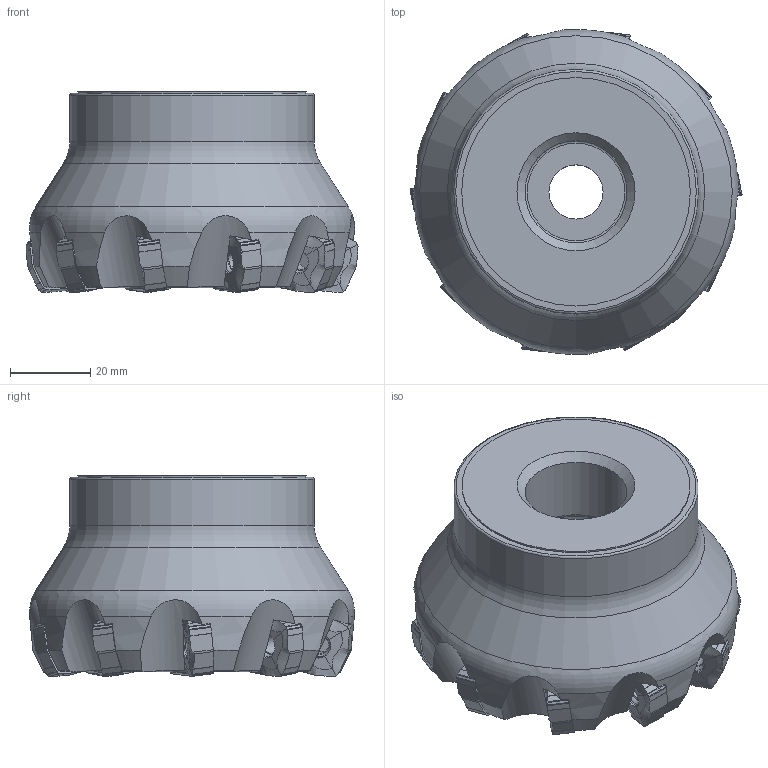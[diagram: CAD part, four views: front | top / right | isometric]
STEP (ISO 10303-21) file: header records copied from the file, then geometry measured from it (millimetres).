
FILE_DESCRIPTION(/* description */ (''),/* implementation_level */ '2;1');
FILE_NAME(/* name */ '1552969187728.stp',/* time_stamp */ '2019-03-19T09:50:15+05:00',/* author */ (''),/* organization */ ('SMS'),/* preprocessor_version */ 'ST-DEVELOPER v15',/* originating_system */ 'SIEMENS PLM Software NX 8.5',/* authorisation */ '');
FILE_SCHEMA (('AUTOMOTIVE_DESIGN { 1 0 10303 214 3 1 1 1 }'));
Length unit declared in the file: millimetre
Products named in the file (4): 202046978mod000_00; ASSEMBLY_CONSTRUCTION; 202159826mod000_00; 202159823mod000_00
Assembly tree (12 placements, depth 2):
  202159823mod000_00
    202159826mod000_00
    ASSEMBLY_CONSTRUCTION
    202046978mod000_00  x10
Bounding box: 82.74 x 80.91 x 50.01 mm (x, y, z)
Volume: 157956.1 mm3; surface area: 31089.9 mm2
Topology: 11 solids, 11 shells, 721 faces, 2223 edges, 1563 vertices
Faces by surface type: plane 335, cylinder 246, cone 63, bspline 40, torus 37
Full cylindrical faces by diameter (mm): 4.6 x10, 13.5 x1, 21 x1, 25.41 x1, 25.9 x1, 56.96 x1, 60.96 x1
Entity records: 11297 total; most frequent: CARTESIAN_POINT 5505, ORIENTED_EDGE 1214, DIRECTION 1082, EDGE_CURVE 607, AXIS2_PLACEMENT_3D 434, VERTEX_POINT 419, EDGE_LOOP 246, ADVANCED_FACE 217
